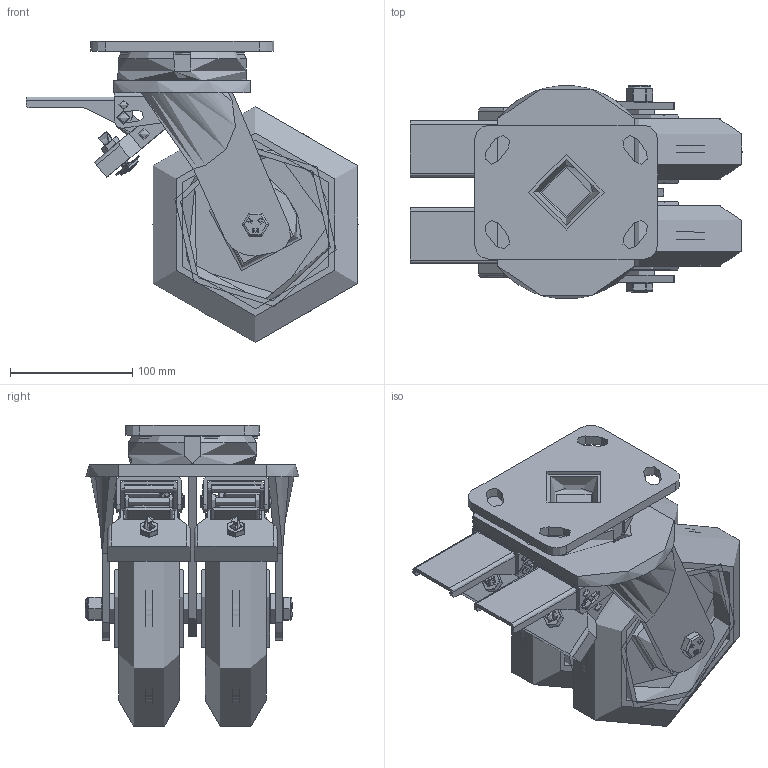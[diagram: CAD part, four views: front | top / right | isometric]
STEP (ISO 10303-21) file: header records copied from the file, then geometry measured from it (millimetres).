
FILE_DESCRIPTION(/* description */ (''),/* implementation_level */ '2;1');
FILE_NAME(/* name */ '2BZK200RPTABJDBR.step',/* time_stamp */ '2025-06-30T13:45:46+01:00',/* author */ (''),/* organization */ (''),/* preprocessor_version */ 'ST-DEVELOPER v20.1',/* originating_system */ 'Autodesk Translation Framework v14.10.0.0',/* authorisation */ '');
FILE_SCHEMA (('AUTOMOTIVE_DESIGN { 1 0 10303 214 3 1 1 }'));
Products named in the file (70): 2BZK200RPTABJDBR; 2BZK200ASDBR v1; FABRICATED STEEL TOP PLATE; FABRICATED STEEL FORKS; BRAKE; Component5; Component6; Component7; Component8; Component9; Component10; Component11; Component12; BOLT; Component13; Component14; BRAKE2; Component52; Component62; Component72; Component82; Component92; Component102; Component112; Component122; BOLT2; Component132; Component142; BZH200WRPTABJM20 v1; 95 SHORE A POLYURETHANE TYRE; ALUMINIUM RIM; ALUMINIUM RIM Geometry; BEARING SPACER; BEARING6204; BALL BEARINGS; BEARING6204 (1); BALL BEARINGS (1); Component3; INNER; OUTER ...
Assembly tree (107 placements, depth 5):
  2BZK200RPTABJDBR
    2BZK200ASDBR v1
      FABRICATED STEEL TOP PLATE
      FABRICATED STEEL FORKS
      BRAKE
        Component5
        Component6
        Component7
        Component8
        Component9
        Component10
        Component11
        Component12
        BOLT
        Component13
        Component14
        BRAKE2
          Component52
          Component62
          Component72
          Component82
          Component92
          Component102
          Component112
          Component122
          BOLT2
          Component132
          Component142
    BZH200WRPTABJM20 v1
      95 SHORE A POLYURETHANE TYRE
      ALUMINIUM RIM
        ALUMINIUM RIM Geometry
        BEARING SPACER
      BEARING6204
        INNER
        OUTER
        BALL BEARINGS
          Component3  x8
        MIDDLE
        RUBBER
      BEARING6204 (1)
        BALL BEARINGS (1)
          Component3  x8
        INNER
        OUTER
        MIDDLE
        RUBBER
    BZH200WRPTABJM20 v1 (1)
      95 SHORE A POLYURETHANE TYRE (1)
      ALUMINIUM RIM (1)
        ALUMINIUM RIM Geometry (1)
        BEARING SPACER (1)
      BEARING6204 (2)
        INNER (1)
        OUTER (1)
        BALL BEARINGS (2)
          Component3 (1)  x8
        MIDDLE (1)
        RUBBER (1)
      BEARING6204 (1) (1)
Bounding box: 272 x 175.11 x 246.65 mm (x, y, z)
Volume: 2861446.7 mm3; surface area: 698894.7 mm2
Topology: 91 solids, 91 shells, 2676 faces, 6707 edges, 4412 vertices
Faces by surface type: plane 1043, bspline 754, cylinder 648, sphere 156, torus 59, cone 16
Full cylindrical faces by diameter (mm): 3 x2, 4 x4, 6 x62, 8 x66, 9 x48, 9.836 x22, 10 x6, 11.5 x2, 11.834 x22, 12 x7, 12.5 x4, 12.6 x3, 13 x2, 14 x4, 17.75 x1, 18 x2, 18.5 x1, 19.75 x4, 20 x6, 24 x4, 25 x4, 27 x4, 28.5 x16, 30.8 x8, 31.3 x8, 40.3 x8, 40.5 x8, 40.8 x8, 42 x22, 47 x8
Entity records: 103522 total; most frequent: CARTESIAN_POINT 57225, ORIENTED_EDGE 9554, DIRECTION 8163, EDGE_CURVE 4777, VERTEX_POINT 3144, AXIS2_PLACEMENT_3D 2979, EDGE_LOOP 2463, LINE 2205
